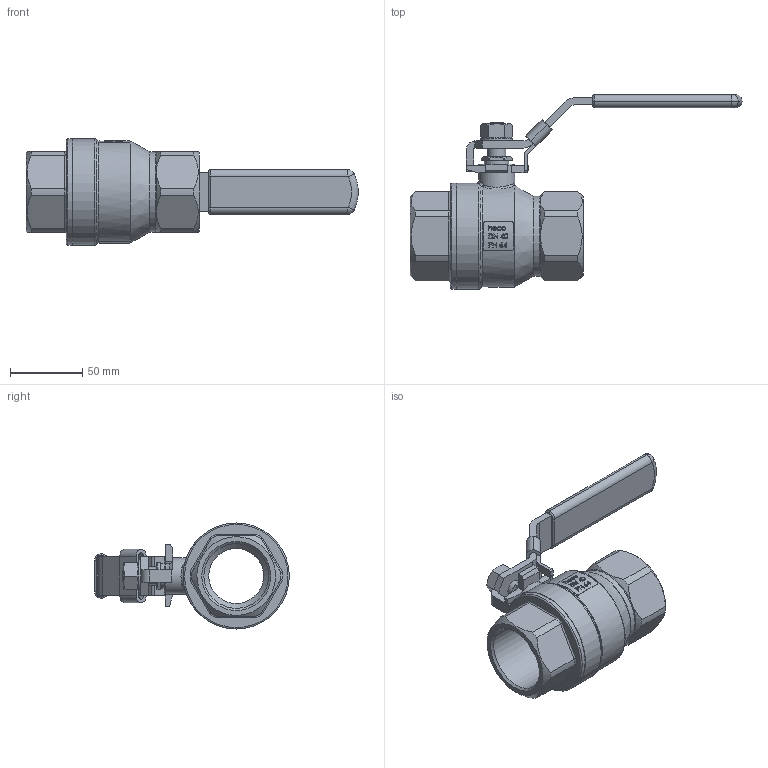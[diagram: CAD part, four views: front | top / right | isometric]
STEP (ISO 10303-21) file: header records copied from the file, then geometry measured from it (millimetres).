
FILE_DESCRIPTION (( 'STEP AP214' ), '1' );
FILE_NAME ('K2-112-000-4 Kugelhahn heco step214.STEP', '2012-11-21T08:30:30', ( 'test' ), ( '' ), 'SwSTEP 2.0', 'SolidWorks 2011', '' );
FILE_SCHEMA (( 'AUTOMOTIVE_DESIGN' ));
Length unit declared in the file: millimetre
Products named in the file (1): K2-112-000-4 Kugelhahn heco step214
Bounding box: 229.89 x 134.75 x 73.5 mm (x, y, z)
Volume: 282797.8 mm3; surface area: 63899.8 mm2
Topology: 1 solids, 1 shells, 624 faces, 1613 edges, 1047 vertices
Faces by surface type: plane 273, bspline 183, cylinder 117, cone 25, torus 24, sphere 2
Full cylindrical faces by diameter (mm): 12.5 x1, 17 x1, 22 x1, 25 x1, 38 x1, 44.84 x2, 55.5 x1, 73.5 x2
Entity records: 35067 total; most frequent: CARTESIAN_POINT 14491, ORIENTED_EDGE 3146, DIRECTION 2248, EDGE_CURVE 1573, VERTEX_POINT 1033, AXIS2_PLACEMENT_3D 751, VECTOR 746, LINE 746
